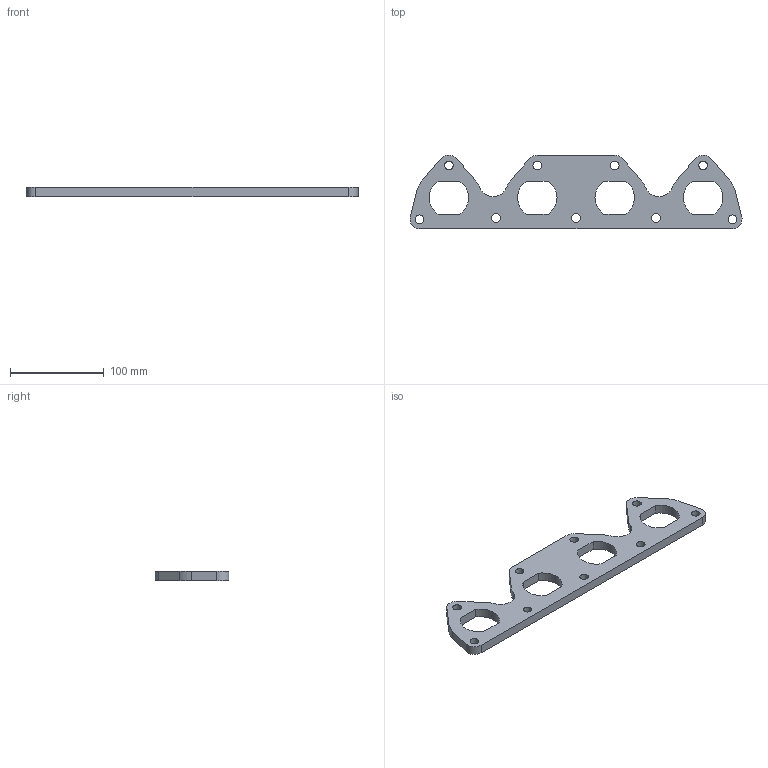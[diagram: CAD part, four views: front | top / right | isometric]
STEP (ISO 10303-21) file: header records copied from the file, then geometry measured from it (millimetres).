
FILE_DESCRIPTION(('FreeCAD Model'),'2;1');
FILE_NAME('Open CASCADE Shape Model','2025-02-03T19:26:34',(''),(''), 'Open CASCADE STEP processor 7.8','FreeCAD','Unknown');
FILE_SCHEMA(('AUTOMOTIVE_DESIGN { 1 0 10303 214 1 1 1 1 }'));
Length unit declared in the file: millimetre
Products named in the file (1): H22 exhaust flange
Bounding box: 353.2 x 78.42 x 10 mm (x, y, z)
Volume: 160306.5 mm3; surface area: 48676.2 mm2
Topology: 1 solids, 1 shells, 51 faces, 147 edges, 98 vertices
Faces by surface type: cylinder 31, plane 20
Full cylindrical faces by diameter (mm): 9.27 x9
Entity records: 1777 total; most frequent: DIRECTION 313, CARTESIAN_POINT 297, ORIENTED_EDGE 294, EDGE_CURVE 147, AXIS2_PLACEMENT_3D 114, VERTEX_POINT 98, LINE 85, VECTOR 85
